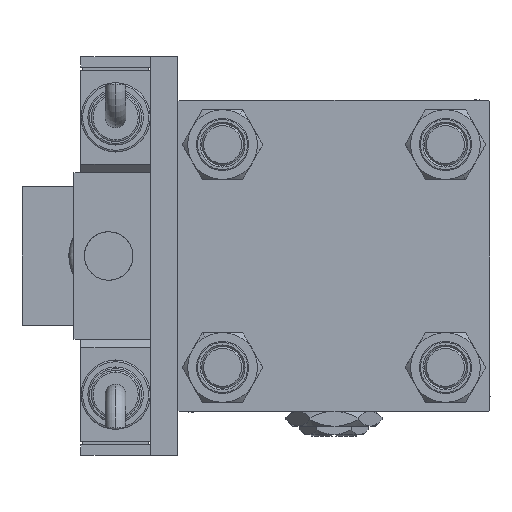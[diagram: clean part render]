
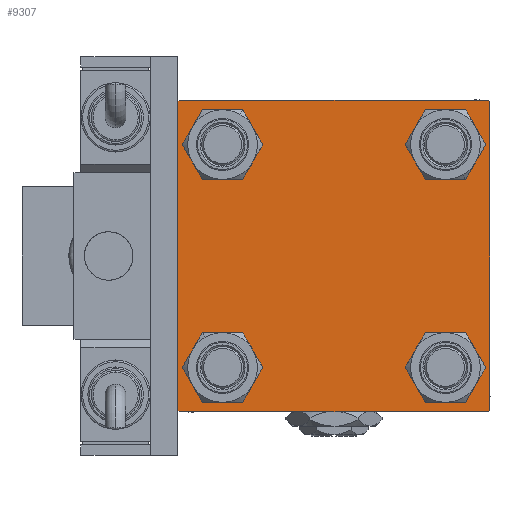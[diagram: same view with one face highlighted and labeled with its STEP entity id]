
A CAD part, left-side view. The second image highlights one B-rep face of the part: STEP entity #9307.
In plain terms, the highlighted planar face has unit normal (-1, 0, 0).
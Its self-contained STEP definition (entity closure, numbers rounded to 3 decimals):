
#168 = DIRECTION ( 'NONE',  ( 0., 0., -1. ) ) ;
#508 = CARTESIAN_POINT ( 'NONE',  ( 0., -45., -44.5 ) ) ;
#546 = EDGE_CURVE ( 'NONE', #29657, #19671, #33163, .T. ) ;
#682 = ORIENTED_EDGE ( 'NONE', *, *, #7142, .T. ) ;
#1296 = DIRECTION ( 'NONE',  ( 0., 0.707, -0.707 ) ) ;
#3079 = CIRCLE ( 'NONE', #38671, 6.5 ) ;
#3418 = DIRECTION ( 'NONE',  ( 1., 0., 0. ) ) ;
#3682 = ORIENTED_EDGE ( 'NONE', *, *, #6539, .T. ) ;
#4209 = EDGE_CURVE ( 'NONE', #35244, #6051, #19990, .T. ) ;
#5616 = CARTESIAN_POINT ( 'NONE',  ( 0., 32.15, -38.65 ) ) ;
#5759 = CARTESIAN_POINT ( 'NONE',  ( 0., -32.15, 25.65 ) ) ;
#6051 = VERTEX_POINT ( 'NONE', #46592 ) ;
#6071 = VERTEX_POINT ( 'NONE', #6403 ) ;
#6403 = CARTESIAN_POINT ( 'NONE',  ( 0., 45., 44.5 ) ) ;
#6436 = EDGE_LOOP ( 'NONE', ( #53178, #19319, #682, #57463, #16180, #20114, #7357, #36167 ) ) ;
#6539 = EDGE_CURVE ( 'NONE', #32409, #27176, #23677, .T. ) ;
#7142 = EDGE_CURVE ( 'NONE', #27287, #29657, #50709, .T. ) ;
#7357 = ORIENTED_EDGE ( 'NONE', *, *, #46938, .F. ) ;
#7418 = CARTESIAN_POINT ( 'NONE',  ( 0., -44.5, 45. ) ) ;
#8389 = FACE_BOUND ( 'NONE', #13216, .T. ) ;
#8695 = CARTESIAN_POINT ( 'NONE',  ( 0., -44.75, 44.75 ) ) ;
#8929 = DIRECTION ( 'NONE',  ( 0., -0.707, -0.707 ) ) ;
#9307 = ADVANCED_FACE ( 'NONE', ( #30956, #44763, #8389, #35352, #26859 ), #52674, .T. ) ;
#10166 = CARTESIAN_POINT ( 'NONE',  ( 0., -44.5, -45. ) ) ;
#10218 = EDGE_CURVE ( 'NONE', #27176, #32409, #3079, .T. ) ;
#10764 = DIRECTION ( 'NONE',  ( 1., 0., 0. ) ) ;
#10838 = EDGE_CURVE ( 'NONE', #18101, #52875, #16253, .T. ) ;
#11469 = EDGE_LOOP ( 'NONE', ( #50386, #12185 ) ) ;
#11532 = CARTESIAN_POINT ( 'NONE',  ( 0., -45., 45. ) ) ;
#11675 = CARTESIAN_POINT ( 'NONE',  ( 0., -45., 44.5 ) ) ;
#12185 = ORIENTED_EDGE ( 'NONE', *, *, #12248, .T. ) ;
#12248 = EDGE_CURVE ( 'NONE', #55353, #34674, #20945, .T. ) ;
#13216 = EDGE_LOOP ( 'NONE', ( #32810, #16165 ) ) ;
#13380 = CARTESIAN_POINT ( 'NONE',  ( 0., -32.15, -32.15 ) ) ;
#15007 = CARTESIAN_POINT ( 'NONE',  ( 0., -44.75, -44.75 ) ) ;
#15211 = CARTESIAN_POINT ( 'NONE',  ( 0., 45., -45. ) ) ;
#15744 = VERTEX_POINT ( 'NONE', #11675 ) ;
#16165 = ORIENTED_EDGE ( 'NONE', *, *, #10838, .T. ) ;
#16180 = ORIENTED_EDGE ( 'NONE', *, *, #23297, .F. ) ;
#16253 = CIRCLE ( 'NONE', #31215, 6.5 ) ;
#16546 = DIRECTION ( 'NONE',  ( 1., 0., 0. ) ) ;
#16844 = AXIS2_PLACEMENT_3D ( 'NONE', #13380, #3418, #26272 ) ;
#16856 = CIRCLE ( 'NONE', #57121, 6.5 ) ;
#16943 = DIRECTION ( 'NONE',  ( 0., -1., 0. ) ) ;
#17176 = CARTESIAN_POINT ( 'NONE',  ( 0., 44.5, 45. ) ) ;
#18101 = VERTEX_POINT ( 'NONE', #5616 ) ;
#18177 = EDGE_CURVE ( 'NONE', #52875, #18101, #51995, .T. ) ;
#18802 = CARTESIAN_POINT ( 'NONE',  ( 0., 32.15, -32.15 ) ) ;
#18994 = AXIS2_PLACEMENT_3D ( 'NONE', #56959, #53725, #57238 ) ;
#19319 = ORIENTED_EDGE ( 'NONE', *, *, #29031, .T. ) ;
#19511 = VECTOR ( 'NONE', #8929, 1000. ) ;
#19671 = VERTEX_POINT ( 'NONE', #508 ) ;
#19911 = CARTESIAN_POINT ( 'NONE',  ( 0., 32.15, 38.65 ) ) ;
#19918 = CARTESIAN_POINT ( 'NONE',  ( 0., -32.15, -38.65 ) ) ;
#19990 = CIRCLE ( 'NONE', #50780, 6.5 ) ;
#20114 = ORIENTED_EDGE ( 'NONE', *, *, #51602, .T. ) ;
#20945 = CIRCLE ( 'NONE', #56546, 6.5 ) ;
#21319 = CARTESIAN_POINT ( 'NONE',  ( 0., 45., 45. ) ) ;
#21738 = DIRECTION ( 'NONE',  ( 0., 0., -1. ) ) ;
#22224 = CARTESIAN_POINT ( 'NONE',  ( 0., 32.15, 32.15 ) ) ;
#22458 = LINE ( 'NONE', #8695, #43441 ) ;
#22888 = DIRECTION ( 'NONE',  ( 0., 0., 1. ) ) ;
#23297 = EDGE_CURVE ( 'NONE', #15744, #19671, #33802, .T. ) ;
#23471 = DIRECTION ( 'NONE',  ( 0., 0., 1. ) ) ;
#23677 = CIRCLE ( 'NONE', #18994, 6.5 ) ;
#24089 = VECTOR ( 'NONE', #21738, 1000. ) ;
#25695 = DIRECTION ( 'NONE',  ( -1., 0., 0. ) ) ;
#26272 = DIRECTION ( 'NONE',  ( 0., 0., 1. ) ) ;
#26859 = FACE_OUTER_BOUND ( 'NONE', #6436, .T. ) ;
#27176 = VERTEX_POINT ( 'NONE', #5759 ) ;
#27287 = VERTEX_POINT ( 'NONE', #56148 ) ;
#27480 = VECTOR ( 'NONE', #16943, 1000. ) ;
#27603 = CARTESIAN_POINT ( 'NONE',  ( 0., 32.15, -32.15 ) ) ;
#28097 = CIRCLE ( 'NONE', #16844, 6.5 ) ;
#28265 = LINE ( 'NONE', #32081, #42062 ) ;
#28645 = DIRECTION ( 'NONE',  ( 0., 0., 1. ) ) ;
#28699 = DIRECTION ( 'NONE',  ( 0., -1., 0. ) ) ;
#29031 = EDGE_CURVE ( 'NONE', #50593, #27287, #53801, .T. ) ;
#29154 = VERTEX_POINT ( 'NONE', #7418 ) ;
#29657 = VERTEX_POINT ( 'NONE', #10166 ) ;
#29885 = EDGE_CURVE ( 'NONE', #48168, #6071, #28265, .T. ) ;
#30211 = CARTESIAN_POINT ( 'NONE',  ( 0., 45., -44.5 ) ) ;
#30956 = FACE_BOUND ( 'NONE', #53079, .T. ) ;
#30999 = LINE ( 'NONE', #21319, #27480 ) ;
#31215 = AXIS2_PLACEMENT_3D ( 'NONE', #18802, #36989, #32306 ) ;
#31393 = EDGE_CURVE ( 'NONE', #34674, #55353, #28097, .T. ) ;
#32081 = CARTESIAN_POINT ( 'NONE',  ( 0., 44.75, 44.75 ) ) ;
#32180 = VECTOR ( 'NONE', #28699, 1000. ) ;
#32306 = DIRECTION ( 'NONE',  ( 0., 0., 1. ) ) ;
#32409 = VERTEX_POINT ( 'NONE', #57156 ) ;
#32575 = DIRECTION ( 'NONE',  ( 1., 0., 0. ) ) ;
#32810 = ORIENTED_EDGE ( 'NONE', *, *, #18177, .T. ) ;
#33163 = LINE ( 'NONE', #15007, #43244 ) ;
#33802 = LINE ( 'NONE', #11532, #24089 ) ;
#34674 = VERTEX_POINT ( 'NONE', #57855 ) ;
#35086 = CARTESIAN_POINT ( 'NONE',  ( 0., 45., 45. ) ) ;
#35244 = VERTEX_POINT ( 'NONE', #19911 ) ;
#35352 = FACE_BOUND ( 'NONE', #47131, .T. ) ;
#36015 = DIRECTION ( 'NONE',  ( 0., 0., 1. ) ) ;
#36167 = ORIENTED_EDGE ( 'NONE', *, *, #29885, .T. ) ;
#36310 = EDGE_CURVE ( 'NONE', #6051, #35244, #16856, .T. ) ;
#36989 = DIRECTION ( 'NONE',  ( 1., 0., 0. ) ) ;
#38671 = AXIS2_PLACEMENT_3D ( 'NONE', #40492, #45205, #22888 ) ;
#39484 = LINE ( 'NONE', #35086, #44400 ) ;
#39798 = AXIS2_PLACEMENT_3D ( 'NONE', #27603, #32575, #23471 ) ;
#40362 = DIRECTION ( 'NONE',  ( 0., 0.707, 0.707 ) ) ;
#40492 = CARTESIAN_POINT ( 'NONE',  ( 0., -32.15, 32.15 ) ) ;
#41570 = CARTESIAN_POINT ( 'NONE',  ( 0., -32.15, -32.15 ) ) ;
#42053 = CARTESIAN_POINT ( 'NONE',  ( 0., 32.15, -25.65 ) ) ;
#42062 = VECTOR ( 'NONE', #1296, 1000. ) ;
#42156 = AXIS2_PLACEMENT_3D ( 'NONE', #57360, #25695, #57938 ) ;
#43244 = VECTOR ( 'NONE', #50783, 1000. ) ;
#43441 = VECTOR ( 'NONE', #40362, 1000. ) ;
#44400 = VECTOR ( 'NONE', #168, 1000. ) ;
#44763 = FACE_BOUND ( 'NONE', #11469, .T. ) ;
#45205 = DIRECTION ( 'NONE',  ( 1., 0., 0. ) ) ;
#46386 = ORIENTED_EDGE ( 'NONE', *, *, #36310, .T. ) ;
#46592 = CARTESIAN_POINT ( 'NONE',  ( 0., 32.15, 25.65 ) ) ;
#46938 = EDGE_CURVE ( 'NONE', #48168, #29154, #30999, .T. ) ;
#47131 = EDGE_LOOP ( 'NONE', ( #55007, #46386 ) ) ;
#47568 = ORIENTED_EDGE ( 'NONE', *, *, #10218, .T. ) ;
#48168 = VERTEX_POINT ( 'NONE', #17176 ) ;
#48939 = DIRECTION ( 'NONE',  ( 1., 0., 0. ) ) ;
#50386 = ORIENTED_EDGE ( 'NONE', *, *, #31393, .T. ) ;
#50593 = VERTEX_POINT ( 'NONE', #30211 ) ;
#50709 = LINE ( 'NONE', #15211, #32180 ) ;
#50780 = AXIS2_PLACEMENT_3D ( 'NONE', #52034, #16546, #55850 ) ;
#50783 = DIRECTION ( 'NONE',  ( 0., -0.707, 0.707 ) ) ;
#51534 = EDGE_CURVE ( 'NONE', #6071, #50593, #39484, .T. ) ;
#51602 = EDGE_CURVE ( 'NONE', #15744, #29154, #22458, .T. ) ;
#51995 = CIRCLE ( 'NONE', #39798, 6.5 ) ;
#52034 = CARTESIAN_POINT ( 'NONE',  ( 0., 32.15, 32.15 ) ) ;
#52674 = PLANE ( 'NONE',  #42156 ) ;
#52875 = VERTEX_POINT ( 'NONE', #42053 ) ;
#52922 = CARTESIAN_POINT ( 'NONE',  ( 0., 44.75, -44.75 ) ) ;
#53079 = EDGE_LOOP ( 'NONE', ( #3682, #47568 ) ) ;
#53178 = ORIENTED_EDGE ( 'NONE', *, *, #51534, .T. ) ;
#53725 = DIRECTION ( 'NONE',  ( 1., 0., 0. ) ) ;
#53801 = LINE ( 'NONE', #52922, #19511 ) ;
#55007 = ORIENTED_EDGE ( 'NONE', *, *, #4209, .T. ) ;
#55353 = VERTEX_POINT ( 'NONE', #19918 ) ;
#55850 = DIRECTION ( 'NONE',  ( 0., 0., 1. ) ) ;
#56148 = CARTESIAN_POINT ( 'NONE',  ( 0., 44.5, -45. ) ) ;
#56546 = AXIS2_PLACEMENT_3D ( 'NONE', #41570, #10764, #28645 ) ;
#56959 = CARTESIAN_POINT ( 'NONE',  ( 0., -32.15, 32.15 ) ) ;
#57121 = AXIS2_PLACEMENT_3D ( 'NONE', #22224, #48939, #36015 ) ;
#57156 = CARTESIAN_POINT ( 'NONE',  ( 0., -32.15, 38.65 ) ) ;
#57238 = DIRECTION ( 'NONE',  ( 0., 0., 1. ) ) ;
#57360 = CARTESIAN_POINT ( 'NONE',  ( 0., 0., 0. ) ) ;
#57463 = ORIENTED_EDGE ( 'NONE', *, *, #546, .T. ) ;
#57855 = CARTESIAN_POINT ( 'NONE',  ( 0., -32.15, -25.65 ) ) ;
#57938 = DIRECTION ( 'NONE',  ( 0., 0., 1. ) ) ;
